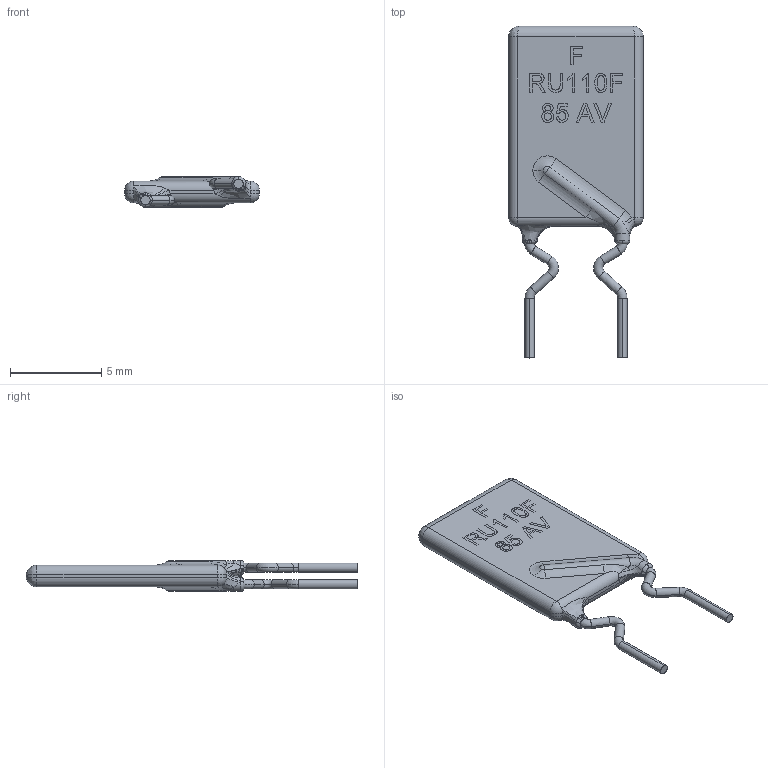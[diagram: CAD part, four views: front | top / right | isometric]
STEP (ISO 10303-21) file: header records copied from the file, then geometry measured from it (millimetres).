
FILE_DESCRIPTION (( 'STEP AP214' ), '1' );
FILE_NAME ('User Library-PTC.STEP', '2012-06-02T06:30:00', ( 'SysAdmin' ), ( 'SolidWorks' ), 'SwSTEP 2.0', 'SolidWorks 2012', '' );
FILE_SCHEMA (( 'AUTOMOTIVE_DESIGN' ));
Length unit declared in the file: millimetre
Products named in the file (1): User Library-PTC
Bounding box: 7.4 x 18.22 x 1.7 mm (x, y, z)
Volume: 99.6 mm3; surface area: 219.4 mm2
Topology: 1 solids, 1 shells, 145 faces, 426 edges, 289 vertices
Faces by surface type: cylinder 42, bspline 42, torus 32, plane 23, sphere 6
Entity records: 7540 total; most frequent: CARTESIAN_POINT 3441, ORIENTED_EDGE 832, DIRECTION 687, EDGE_CURVE 416, VERTEX_POINT 289, AXIS2_PLACEMENT_3D 283, CIRCLE 179, EDGE_LOOP 161
